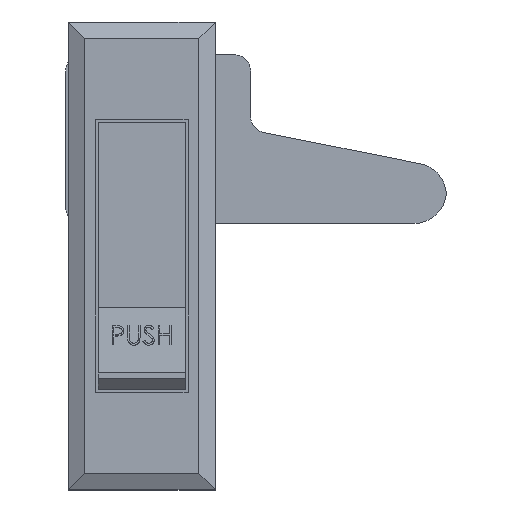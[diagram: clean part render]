
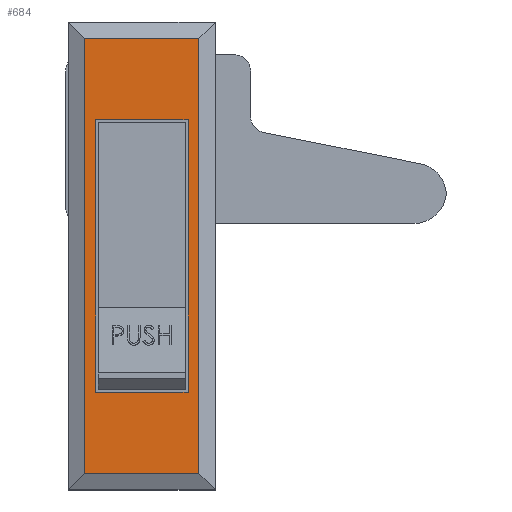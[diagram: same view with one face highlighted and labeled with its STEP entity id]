
A CAD part, top view. The second image highlights one B-rep face of the part: STEP entity #684.
In plain terms, the highlighted planar face has unit normal (0, 0, 1).
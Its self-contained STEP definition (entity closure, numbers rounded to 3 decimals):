
#6 = DIRECTION ( 'NONE',  ( 0., 0., -1. ) ) ;
#28 = ORIENTED_EDGE ( 'NONE', *, *, #1407, .T. ) ;
#38 = ORIENTED_EDGE ( 'NONE', *, *, #3452, .F. ) ;
#156 = VECTOR ( 'NONE', #1157, 1000. ) ;
#283 = ORIENTED_EDGE ( 'NONE', *, *, #1192, .T. ) ;
#493 = VERTEX_POINT ( 'NONE', #1448 ) ;
#684 = ADVANCED_FACE ( 'NONE', ( #4282, #1658 ), #1853, .F. ) ;
#695 = ORIENTED_EDGE ( 'NONE', *, *, #1488, .T. ) ;
#914 = VECTOR ( 'NONE', #2733, 1000. ) ;
#964 = DIRECTION ( 'NONE',  ( 0., 1., 0. ) ) ;
#1157 = DIRECTION ( 'NONE',  ( -1., 0., 0. ) ) ;
#1173 = VERTEX_POINT ( 'NONE', #1204 ) ;
#1176 = LINE ( 'NONE', #3361, #156 ) ;
#1183 = DIRECTION ( 'NONE',  ( 0., -1., 0. ) ) ;
#1192 = EDGE_CURVE ( 'NONE', #2128, #3061, #3989, .T. ) ;
#1204 = CARTESIAN_POINT ( 'NONE',  ( 3., 83., 2.5 ) ) ;
#1239 = LINE ( 'NONE', #2370, #4604 ) ;
#1268 = EDGE_LOOP ( 'NONE', ( #1930, #2639, #3458, #38 ) ) ;
#1349 = AXIS2_PLACEMENT_3D ( 'NONE', #2221, #6, #2967 ) ;
#1364 = LINE ( 'NONE', #4197, #3037 ) ;
#1407 = EDGE_CURVE ( 'NONE', #2413, #2128, #1480, .T. ) ;
#1421 = VERTEX_POINT ( 'NONE', #2964 ) ;
#1448 = CARTESIAN_POINT ( 'NONE',  ( 22., 18., 2.5 ) ) ;
#1470 = LINE ( 'NONE', #4246, #3974 ) ;
#1480 = LINE ( 'NONE', #2584, #3227 ) ;
#1488 = EDGE_CURVE ( 'NONE', #1173, #2413, #1364, .T. ) ;
#1506 = ORIENTED_EDGE ( 'NONE', *, *, #4355, .T. ) ;
#1526 = LINE ( 'NONE', #2841, #2140 ) ;
#1627 = VECTOR ( 'NONE', #1183, 1000. ) ;
#1658 = FACE_OUTER_BOUND ( 'NONE', #1919, .T. ) ;
#1849 = DIRECTION ( 'NONE',  ( 1., 0., 0. ) ) ;
#1853 = PLANE ( 'NONE',  #1349 ) ;
#1919 = EDGE_LOOP ( 'NONE', ( #28, #283, #1506, #695 ) ) ;
#1930 = ORIENTED_EDGE ( 'NONE', *, *, #2225, .F. ) ;
#2128 = VERTEX_POINT ( 'NONE', #3298 ) ;
#2140 = VECTOR ( 'NONE', #2430, 1000. ) ;
#2209 = CARTESIAN_POINT ( 'NONE',  ( 24., 83., 2.5 ) ) ;
#2221 = CARTESIAN_POINT ( 'NONE',  ( 24., 3., 2.5 ) ) ;
#2225 = EDGE_CURVE ( 'NONE', #1421, #2677, #4132, .T. ) ;
#2292 = CARTESIAN_POINT ( 'NONE',  ( 24., 43., 2.5 ) ) ;
#2330 = DIRECTION ( 'NONE',  ( 0., -1., 0. ) ) ;
#2331 = CARTESIAN_POINT ( 'NONE',  ( 3., 3., 2.5 ) ) ;
#2370 = CARTESIAN_POINT ( 'NONE',  ( 13.5, 18., 2.5 ) ) ;
#2413 = VERTEX_POINT ( 'NONE', #2331 ) ;
#2430 = DIRECTION ( 'NONE',  ( -1., 0., 0. ) ) ;
#2477 = EDGE_CURVE ( 'NONE', #493, #3340, #1470, .T. ) ;
#2584 = CARTESIAN_POINT ( 'NONE',  ( 13.5, 3., 2.5 ) ) ;
#2639 = ORIENTED_EDGE ( 'NONE', *, *, #2691, .F. ) ;
#2677 = VERTEX_POINT ( 'NONE', #4708 ) ;
#2691 = EDGE_CURVE ( 'NONE', #3340, #1421, #1526, .T. ) ;
#2733 = DIRECTION ( 'NONE',  ( 0., 1., 0. ) ) ;
#2773 = DIRECTION ( 'NONE',  ( 1., 0., 0. ) ) ;
#2841 = CARTESIAN_POINT ( 'NONE',  ( 13.5, 68., 2.5 ) ) ;
#2964 = CARTESIAN_POINT ( 'NONE',  ( 5., 68., 2.5 ) ) ;
#2967 = DIRECTION ( 'NONE',  ( -1., 0., 0. ) ) ;
#3037 = VECTOR ( 'NONE', #2330, 1000. ) ;
#3061 = VERTEX_POINT ( 'NONE', #2209 ) ;
#3227 = VECTOR ( 'NONE', #1849, 1000. ) ;
#3298 = CARTESIAN_POINT ( 'NONE',  ( 24., 3., 2.5 ) ) ;
#3340 = VERTEX_POINT ( 'NONE', #3412 ) ;
#3361 = CARTESIAN_POINT ( 'NONE',  ( 13.5, 83., 2.5 ) ) ;
#3412 = CARTESIAN_POINT ( 'NONE',  ( 22., 68., 2.5 ) ) ;
#3452 = EDGE_CURVE ( 'NONE', #2677, #493, #1239, .T. ) ;
#3458 = ORIENTED_EDGE ( 'NONE', *, *, #2477, .F. ) ;
#3974 = VECTOR ( 'NONE', #964, 1000. ) ;
#3989 = LINE ( 'NONE', #2292, #914 ) ;
#4132 = LINE ( 'NONE', #4438, #1627 ) ;
#4197 = CARTESIAN_POINT ( 'NONE',  ( 3., 43., 2.5 ) ) ;
#4246 = CARTESIAN_POINT ( 'NONE',  ( 22., 43., 2.5 ) ) ;
#4282 = FACE_BOUND ( 'NONE', #1268, .T. ) ;
#4355 = EDGE_CURVE ( 'NONE', #3061, #1173, #1176, .T. ) ;
#4438 = CARTESIAN_POINT ( 'NONE',  ( 5., 43., 2.5 ) ) ;
#4604 = VECTOR ( 'NONE', #2773, 1000. ) ;
#4708 = CARTESIAN_POINT ( 'NONE',  ( 5., 18., 2.5 ) ) ;
